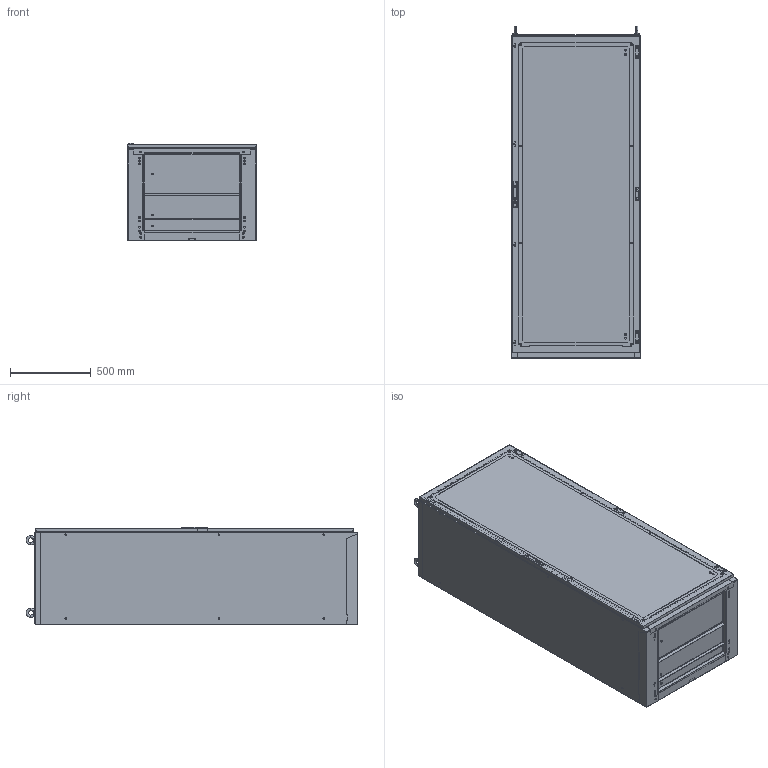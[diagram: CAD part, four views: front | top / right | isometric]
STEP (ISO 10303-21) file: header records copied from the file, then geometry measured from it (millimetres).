
FILE_DESCRIPTION (( 'STEP AP214' ), '1' );
FILE_NAME ('0390-8020-60-17.step', '2022-07-28T11:23:00', ( '' ), ( '' ), 'SwSTEP 2.0', 'SolidWorks 2019', '' );
FILE_SCHEMA (( 'AUTOMOTIVE_DESIGN' ));
Length unit declared in the file: millimetre
Products named in the file (14): Dachplatte_ss_0390-8000-60-07; MontageplatteKPL_s_0348-8020-00-13; MontageplatteZubehoer_s; Korpus_ss_8020-60; rasthalterung_li_s; MPGleitschuh_s; TuerR_s_0395-8020-00-97; arretierwinkel_re_s; Montageplatte_s_8020; Bodenplattensatz_s_0396-8000-60-03; arretierwinkel_li_s; 3080-9036-03-48 Schutzleiterschraube; 0390-8020-60-17; rasthalterung_re_s
Assembly tree (14 placements, depth 4):
  0390-8020-60-17
    Korpus_ss_8020-60
    TuerR_s_0395-8020-00-97
    Dachplatte_ss_0390-8000-60-07
    Bodenplattensatz_s_0396-8000-60-03
    MontageplatteKPL_s_0348-8020-00-13
      Montageplatte_s_8020
      MontageplatteZubehoer_s
        arretierwinkel_li_s
        arretierwinkel_re_s
        rasthalterung_li_s
        rasthalterung_re_s
        3080-9036-03-48 Schutzleiterschraube
        MPGleitschuh_s  x2
Bounding box: 800 x 2057.99 x 607.5 mm (x, y, z)
Volume: 18010387.3 mm3; surface area: 18931344.3 mm2
Topology: 61 solids, 61 shells, 5072 faces, 13490 edges, 8915 vertices
Faces by surface type: plane 2891, cylinder 1944, cone 201, torus 24, bspline 12
Entity records: 189046 total; most frequent: CARTESIAN_POINT 29605, DIRECTION 27378, ORIENTED_EDGE 26872, EDGE_CURVE 13436, AXIS2_PLACEMENT_3D 9222, LINE 8934, VECTOR 8934, VERTEX_POINT 8881
